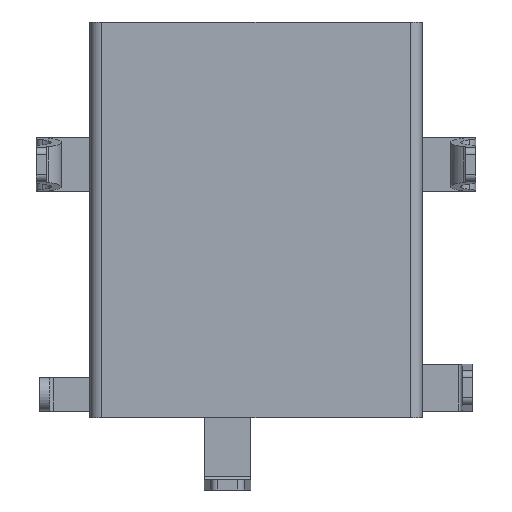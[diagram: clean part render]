
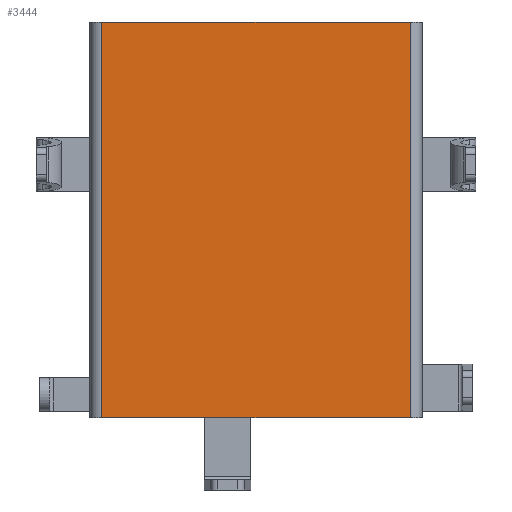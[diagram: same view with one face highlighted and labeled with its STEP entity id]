
A CAD part, front view. The second image highlights one B-rep face of the part: STEP entity #3444.
In plain terms, the highlighted planar face has unit normal (0, -1, 0).
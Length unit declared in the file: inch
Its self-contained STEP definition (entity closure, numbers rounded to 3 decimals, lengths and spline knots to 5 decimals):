
#612 = VECTOR ( 'NONE', #13568, 39.37008 ) ;
#950 = LINE ( 'NONE', #12024, #7384 ) ;
#1734 = ORIENTED_EDGE ( 'NONE', *, *, #13770, .F. ) ;
#1829 = CARTESIAN_POINT ( 'NONE',  ( 0.1811, 0., 0. ) ) ;
#3289 = DIRECTION ( 'NONE',  ( 0., -1., 0. ) ) ;
#3444 = ADVANCED_FACE ( 'NONE', ( #8301 ), #15613, .T. ) ;
#4438 = CARTESIAN_POINT ( 'NONE',  ( 0.1811, 0., -0.46457 ) ) ;
#5657 = LINE ( 'NONE', #4438, #10419 ) ;
#5929 = LINE ( 'NONE', #14603, #612 ) ;
#6045 = VERTEX_POINT ( 'NONE', #11364 ) ;
#6383 = EDGE_CURVE ( 'NONE', #15796, #11146, #9830, .T. ) ;
#6479 = EDGE_LOOP ( 'NONE', ( #7497, #7879, #1734, #8797 ) ) ;
#7384 = VECTOR ( 'NONE', #9708, 39.37008 ) ;
#7490 = CARTESIAN_POINT ( 'NONE',  ( -0.1811, 0., 0. ) ) ;
#7497 = ORIENTED_EDGE ( 'NONE', *, *, #9189, .T. ) ;
#7879 = ORIENTED_EDGE ( 'NONE', *, *, #6383, .F. ) ;
#8125 = DIRECTION ( 'NONE',  ( 0., 0., -1. ) ) ;
#8160 = EDGE_CURVE ( 'NONE', #6045, #8666, #5929, .T. ) ;
#8301 = FACE_OUTER_BOUND ( 'NONE', #6479, .T. ) ;
#8666 = VERTEX_POINT ( 'NONE', #12392 ) ;
#8797 = ORIENTED_EDGE ( 'NONE', *, *, #8160, .T. ) ;
#8842 = VECTOR ( 'NONE', #10877, 39.37008 ) ;
#9189 = EDGE_CURVE ( 'NONE', #8666, #11146, #5657, .T. ) ;
#9403 = AXIS2_PLACEMENT_3D ( 'NONE', #11723, #3289, #8125 ) ;
#9708 = DIRECTION ( 'NONE',  ( 0., 0., 1. ) ) ;
#9830 = LINE ( 'NONE', #7490, #8842 ) ;
#10419 = VECTOR ( 'NONE', #13202, 39.37008 ) ;
#10877 = DIRECTION ( 'NONE',  ( 1., 0., 0. ) ) ;
#11146 = VERTEX_POINT ( 'NONE', #1829 ) ;
#11364 = CARTESIAN_POINT ( 'NONE',  ( -0.1811, 0., -0.46457 ) ) ;
#11723 = CARTESIAN_POINT ( 'NONE',  ( -0.1811, 0., -0.46457 ) ) ;
#11726 = CARTESIAN_POINT ( 'NONE',  ( -0.1811, 0., 0. ) ) ;
#12024 = CARTESIAN_POINT ( 'NONE',  ( -0.1811, 0., -0.46457 ) ) ;
#12392 = CARTESIAN_POINT ( 'NONE',  ( 0.1811, 0., -0.46457 ) ) ;
#13202 = DIRECTION ( 'NONE',  ( 0., 0., 1. ) ) ;
#13568 = DIRECTION ( 'NONE',  ( 1., 0., 0. ) ) ;
#13770 = EDGE_CURVE ( 'NONE', #6045, #15796, #950, .T. ) ;
#14603 = CARTESIAN_POINT ( 'NONE',  ( -0.1811, 0., -0.46457 ) ) ;
#15613 = PLANE ( 'NONE',  #9403 ) ;
#15796 = VERTEX_POINT ( 'NONE', #11726 ) ;
